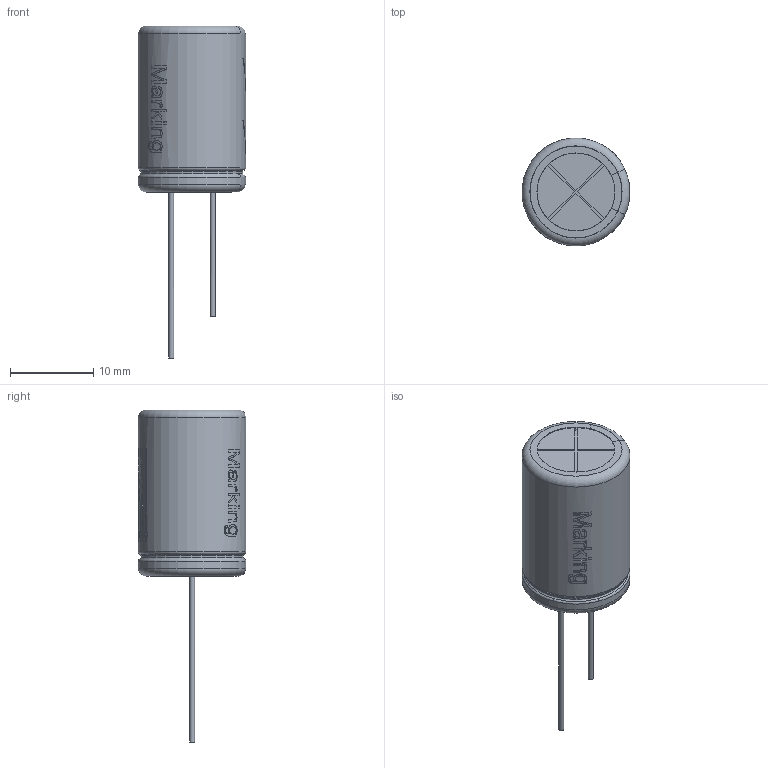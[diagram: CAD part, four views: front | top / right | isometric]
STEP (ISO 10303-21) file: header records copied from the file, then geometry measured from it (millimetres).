
FILE_DESCRIPTION(/* description */ ('Unknown'),/* implementation_level */ '2;1');
FILE_NAME(/* name */ 'CP_Wurth_WCAP-ATET_L20mm_D13mm_P5mm_LeadDiameter0.6mm',/* time_stamp */ '2022-09-15T09:39:50+08:00',/* author */ ('Unknown'),/* organization */ ('Unknown'),/* preprocessor_version */ 'ST-DEVELOPER v16.7',/* originating_system */ 'Solid Edge',/* authorisation */ 'Unknown');
FILE_SCHEMA (('AUTOMOTIVE_DESIGN {1 0 10303 214 3 1 1}'));
Length unit declared in the file: millimetre
Products named in the file (2): CP_Wurth_WCAP-ATET_L20mm_D13mm_P5mm_LeadDiameter0.6mm; C_Wurth_WCAP-ATET_L20mm_D13mm_P5mm_LeadDiameter0.6mm
Assembly tree (1 placements, depth 2):
  CP_Wurth_WCAP-ATET_L20mm_D13mm_P5mm_LeadDiameter0.6mm
    C_Wurth_WCAP-ATET_L20mm_D13mm_P5mm_LeadDiameter0.6mm
Bounding box: 12.97 x 12.98 x 40 mm (x, y, z)
Volume: 2603.2 mm3; surface area: 3158.9 mm2
Topology: 3 solids, 3 shells, 518 faces, 1312 edges, 869 vertices
Faces by surface type: plane 317, cylinder 100, bspline 77, torus 24
Full cylindrical faces by diameter (mm): 0.6 x2, 1.444 x1, 1.806 x1, 2.889 x1, 3.25 x1, 7.222 x1, 7.583 x1, 8.667 x1, 9.028 x1, 9.389 x2, 10.761 x1, 11.108 x1, 12.111 x1, 12.131 x1, 12.78 x2, 12.8 x2
Entity records: 25306 total; most frequent: CARTESIAN_POINT 9513, ORIENTED_EDGE 2534, DIRECTION 2369, EDGE_CURVE 1267, VERTEX_POINT 865, AXIS2_PLACEMENT_3D 850, LINE 669, VECTOR 669
